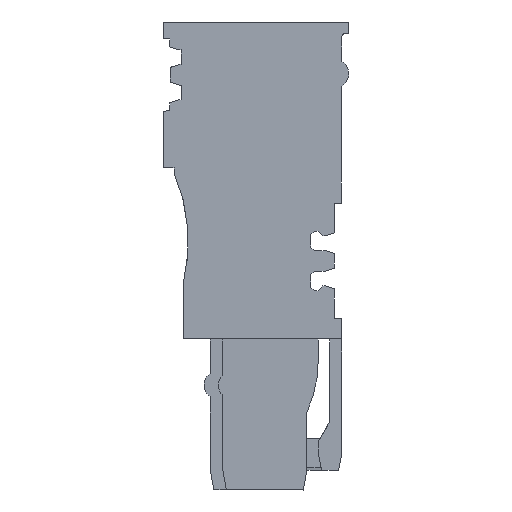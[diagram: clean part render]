
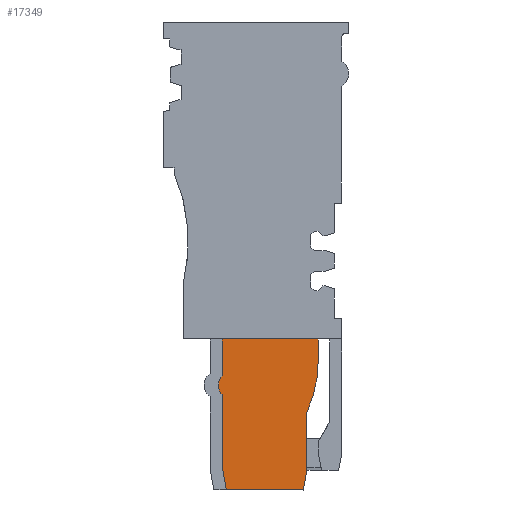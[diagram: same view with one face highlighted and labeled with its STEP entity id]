
A CAD part, left-side view. The second image highlights one B-rep face of the part: STEP entity #17349.
In plain terms, the highlighted planar face has unit normal (-1, 0, 0).
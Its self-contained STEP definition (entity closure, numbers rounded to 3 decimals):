
#17288=AXIS2_PLACEMENT_3D('Plane Axis2P3D',#17285,#17286,#17287) ;
#17292=AXIS2_PLACEMENT_3D('Circle Axis2P3D',#17290,#17291,$) ;
#17334=AXIS2_PLACEMENT_3D('Circle Axis2P3D',#17332,#17333,$) ;
#4348=CARTESIAN_POINT('Line Origine',(0.7,6.825,13.15)) ;
#4352=CARTESIAN_POINT('Vertex',(0.7,2.65,13.15)) ;
#4354=CARTESIAN_POINT('Vertex',(0.7,11.,13.15)) ;
#17078=CARTESIAN_POINT('Vertex',(0.7,11.,9.972)) ;
#17081=CARTESIAN_POINT('Line Origine',(0.7,11.,11.561)) ;
#17266=CARTESIAN_POINT('Line Origine',(0.7,2.65,12.244)) ;
#17270=CARTESIAN_POINT('Vertex',(0.7,2.65,11.337)) ;
#17285=CARTESIAN_POINT('Axis2P3D Location',(0.7,13.686,11.345)) ;
#17290=CARTESIAN_POINT('Axis2P3D Location',(0.7,10.15,9.125)) ;
#17294=CARTESIAN_POINT('Vertex',(0.7,11.,8.278)) ;
#17297=CARTESIAN_POINT('Line Origine',(0.7,11.,5.097)) ;
#17301=CARTESIAN_POINT('Vertex',(0.7,11.,1.916)) ;
#17304=CARTESIAN_POINT('Line Origine',(0.7,10.831,0.958)) ;
#17308=CARTESIAN_POINT('Vertex',(0.7,10.662,0.)) ;
#17311=CARTESIAN_POINT('Line Origine',(0.7,7.306,0.)) ;
#17315=CARTESIAN_POINT('Vertex',(0.7,3.95,0.)) ;
#17318=CARTESIAN_POINT('Line Origine',(0.7,3.8,0.851)) ;
#17322=CARTESIAN_POINT('Vertex',(0.7,3.65,1.701)) ;
#17325=CARTESIAN_POINT('Line Origine',(0.7,3.65,4.228)) ;
#17329=CARTESIAN_POINT('Vertex',(0.7,3.65,6.755)) ;
#17332=CARTESIAN_POINT('Axis2P3D Location',(0.7,13.686,11.345)) ;
#4349=DIRECTION('Vector Direction',(0.,1.,0.)) ;
#17082=DIRECTION('Vector Direction',(0.,0.,-1.)) ;
#17267=DIRECTION('Vector Direction',(0.,0.,-1.)) ;
#17286=DIRECTION('Axis2P3D Direction',(1.,0.,0.)) ;
#17287=DIRECTION('Axis2P3D XDirection',(0.,0.,-1.)) ;
#17291=DIRECTION('Axis2P3D Direction',(1.,0.,0.)) ;
#17298=DIRECTION('Vector Direction',(0.,0.,-1.)) ;
#17305=DIRECTION('Vector Direction',(0.,-0.174,-0.985)) ;
#17312=DIRECTION('Vector Direction',(0.,1.,0.)) ;
#17319=DIRECTION('Vector Direction',(0.,0.174,-0.985)) ;
#17326=DIRECTION('Vector Direction',(0.,0.,-1.)) ;
#17333=DIRECTION('Axis2P3D Direction',(1.,0.,0.)) ;
#4350=VECTOR('Line Direction',#4349,1.) ;
#17083=VECTOR('Line Direction',#17082,1.) ;
#17268=VECTOR('Line Direction',#17267,1.) ;
#17299=VECTOR('Line Direction',#17298,1.) ;
#17306=VECTOR('Line Direction',#17305,1.) ;
#17313=VECTOR('Line Direction',#17312,1.) ;
#17320=VECTOR('Line Direction',#17319,1.) ;
#17327=VECTOR('Line Direction',#17326,1.) ;
#17338=ORIENTED_EDGE('',*,*,#17085,.T.) ;
#17339=ORIENTED_EDGE('',*,*,#17296,.F.) ;
#17340=ORIENTED_EDGE('',*,*,#17303,.T.) ;
#17341=ORIENTED_EDGE('',*,*,#17310,.T.) ;
#17342=ORIENTED_EDGE('',*,*,#17317,.F.) ;
#17343=ORIENTED_EDGE('',*,*,#17324,.F.) ;
#17344=ORIENTED_EDGE('',*,*,#17331,.F.) ;
#17345=ORIENTED_EDGE('',*,*,#17336,.F.) ;
#17346=ORIENTED_EDGE('',*,*,#17272,.F.) ;
#17347=ORIENTED_EDGE('',*,*,#4356,.T.) ;
#17349=ADVANCED_FACE('V1',(#17348),#17289,.F.) ;
#17293=CIRCLE('generated circle',#17292,1.2) ;
#17335=CIRCLE('generated circle',#17334,11.036) ;
#4356=EDGE_CURVE('',#4353,#4355,#4351,.T.) ;
#17085=EDGE_CURVE('',#4355,#17079,#17084,.T.) ;
#17272=EDGE_CURVE('',#4353,#17271,#17269,.T.) ;
#17296=EDGE_CURVE('',#17295,#17079,#17293,.T.) ;
#17303=EDGE_CURVE('',#17295,#17302,#17300,.T.) ;
#17310=EDGE_CURVE('',#17302,#17309,#17307,.T.) ;
#17317=EDGE_CURVE('',#17316,#17309,#17314,.T.) ;
#17324=EDGE_CURVE('',#17323,#17316,#17321,.T.) ;
#17331=EDGE_CURVE('',#17330,#17323,#17328,.T.) ;
#17336=EDGE_CURVE('',#17271,#17330,#17335,.T.) ;
#17337=EDGE_LOOP('',(#17338,#17339,#17340,#17341,#17342,#17343,#17344,#17345,#17346,#17347)) ;
#17348=FACE_OUTER_BOUND('',#17337,.T.) ;
#4351=LINE('Line',#4348,#4350) ;
#17084=LINE('Line',#17081,#17083) ;
#17269=LINE('Line',#17266,#17268) ;
#17300=LINE('Line',#17297,#17299) ;
#17307=LINE('Line',#17304,#17306) ;
#17314=LINE('Line',#17311,#17313) ;
#17321=LINE('Line',#17318,#17320) ;
#17328=LINE('Line',#17325,#17327) ;
#17289=PLANE('',#17288) ;
#4353=VERTEX_POINT('',#4352) ;
#4355=VERTEX_POINT('',#4354) ;
#17079=VERTEX_POINT('',#17078) ;
#17271=VERTEX_POINT('',#17270) ;
#17295=VERTEX_POINT('',#17294) ;
#17302=VERTEX_POINT('',#17301) ;
#17309=VERTEX_POINT('',#17308) ;
#17316=VERTEX_POINT('',#17315) ;
#17323=VERTEX_POINT('',#17322) ;
#17330=VERTEX_POINT('',#17329) ;
